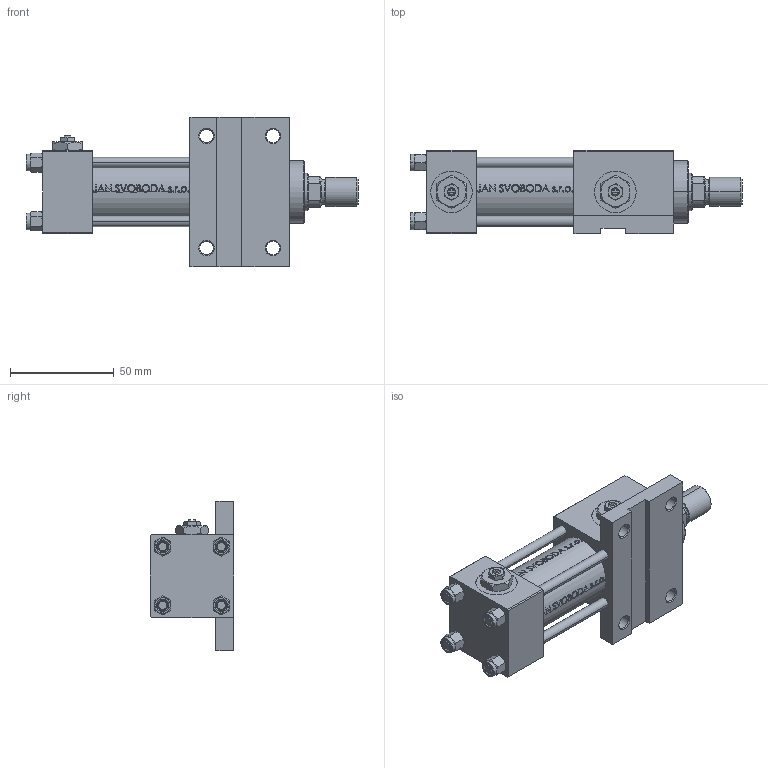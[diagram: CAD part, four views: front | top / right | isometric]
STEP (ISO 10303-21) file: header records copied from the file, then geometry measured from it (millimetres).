
FILE_DESCRIPTION (( 'STEP AP203' ), '1' );
FILE_NAME ('1621.STEP', '2022-04-16T08:21:53', ( '' ), ( '' ), 'SwSTEP 2.0', 'SolidWorks 2019', '' );
FILE_SCHEMA (( 'CONFIG_CONTROL_DESIGN' ));
Length unit declared in the file: millimetre
Products named in the file (8): V215CR_VCP_F 4bce3b793c038fad4ee41ff64e9f593e; NUT_M5_F 4bce3b793c038fad4ee41ff64e9f593e; V215_VC_A 4bce3b793c038fad4ee41ff64e9f593e; V215CR_F_TYCINKA 4bce3b793c038fad4ee41ff64e9f593e; ROD_END_AH 4bce3b793c038fad4ee41ff64e9f593e; V215CR_F_Body 4bce3b793c038fad4ee41ff64e9f593e; Zatka_pro_OIL_PORT 4bce3b793c038fad4ee41ff64e9f593e; 1621
Assembly tree (14 placements, depth 2):
  1621
    V215CR_F_Body 4bce3b793c038fad4ee41ff64e9f593e
    V215CR_VCP_F 4bce3b793c038fad4ee41ff64e9f593e
    V215CR_F_TYCINKA 4bce3b793c038fad4ee41ff64e9f593e  x4
    NUT_M5_F 4bce3b793c038fad4ee41ff64e9f593e  x4
    V215_VC_A 4bce3b793c038fad4ee41ff64e9f593e
    ROD_END_AH 4bce3b793c038fad4ee41ff64e9f593e
    Zatka_pro_OIL_PORT 4bce3b793c038fad4ee41ff64e9f593e  x2
Bounding box: 160 x 40 x 72 mm (x, y, z)
Volume: 161042.9 mm3; surface area: 63954.8 mm2
Topology: 14 solids, 14 shells, 1224 faces, 3060 edges, 1952 vertices
Faces by surface type: plane 487, bspline 380, cone 198, cylinder 149, torus 10
Entity records: 50532 total; most frequent: CARTESIAN_POINT 26642, ORIENTED_EDGE 5420, DIRECTION 3478, EDGE_CURVE 2710, VERTEX_POINT 1750, LINE 1374, VECTOR 1374, EDGE_LOOP 1172
